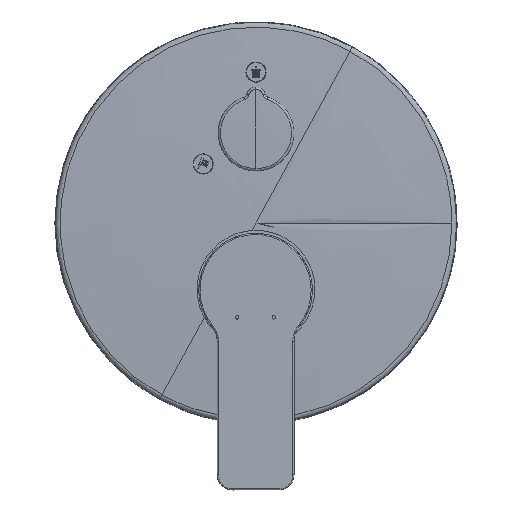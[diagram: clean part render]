
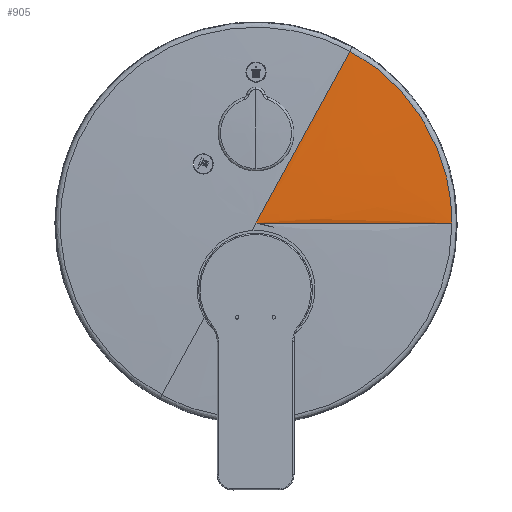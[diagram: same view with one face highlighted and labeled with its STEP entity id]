
A CAD part, front view. The second image highlights one B-rep face of the part: STEP entity #905.
In plain terms, the highlighted free-form (B-spline) face has degree [2, 2] with [3, 3] control points.
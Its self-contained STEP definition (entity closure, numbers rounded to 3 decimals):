
#905=ADVANCED_FACE('',(#1213),#4803,.T.);
#1213=FACE_OUTER_BOUND('',#1529,.T.);
#1529=EDGE_LOOP('',(#2249,#2250,#2251));
#2249=ORIENTED_EDGE('',*,*,#3551,.T.);
#2250=ORIENTED_EDGE('',*,*,#3533,.T.);
#2251=ORIENTED_EDGE('',*,*,#3532,.F.);
#3532=EDGE_CURVE('',#4402,#4400,#4178,.T.);
#3533=EDGE_CURVE('',#4410,#4400,#4179,.T.);
#3551=EDGE_CURVE('',#4402,#4410,#4193,.T.);
#4178=(
BOUNDED_CURVE()
B_SPLINE_CURVE(2,(#11654,#11655,#11656),.UNSPECIFIED.,.F.,.F.)
B_SPLINE_CURVE_WITH_KNOTS((3,3),(0.,89.743),
 .UNSPECIFIED.)
CURVE()
GEOMETRIC_REPRESENTATION_ITEM()
RATIONAL_B_SPLINE_CURVE((1.,1.,1.))
REPRESENTATION_ITEM('')
);
#4179=(
BOUNDED_CURVE()
B_SPLINE_CURVE(2,(#11657,#11658,#11659),.UNSPECIFIED.,.F.,.F.)
B_SPLINE_CURVE_WITH_KNOTS((3,3),(0.,96.345),
 .UNSPECIFIED.)
CURVE()
GEOMETRIC_REPRESENTATION_ITEM()
RATIONAL_B_SPLINE_CURVE((1.,1.,1.))
REPRESENTATION_ITEM('')
);
#4193=(
BOUNDED_CURVE()
B_SPLINE_CURVE(2,(#11765,#11766,#11767,#11768,#11769),.UNSPECIFIED.,.F.,
 .F.)
B_SPLINE_CURVE_WITH_KNOTS((3,2,3),(0.,64.98,88.698),
 .UNSPECIFIED.)
CURVE()
GEOMETRIC_REPRESENTATION_ITEM()
RATIONAL_B_SPLINE_CURVE((1.,0.924,1.,0.99,
1.))
REPRESENTATION_ITEM('')
);
#4400=VERTEX_POINT('',#10218);
#4402=VERTEX_POINT('',#10220);
#4410=VERTEX_POINT('',#10228);
#4803=(
BOUNDED_SURFACE()
B_SPLINE_SURFACE(2,2,((#9448,#9449,#9450),(#9451,#9452,#9453),(#9454,#9455,
#9456)),.UNSPECIFIED.,.F.,.F.,.F.)
B_SPLINE_SURFACE_WITH_KNOTS((3,3),(3,3),(0.,96.345),(0.,98.273),
 .UNSPECIFIED.)
GEOMETRIC_REPRESENTATION_ITEM()
RATIONAL_B_SPLINE_SURFACE(((1.,0.86,1.),(1.,
0.86,1.),(1.,0.86,1.)))
REPRESENTATION_ITEM('')
SURFACE()
);
#9448=CARTESIAN_POINT('',(82.385,13.249,13.83));
#9449=CARTESIAN_POINT('',(82.385,13.249,62.966));
#9450=CARTESIAN_POINT('',(39.264,13.249,86.523));
#9451=CARTESIAN_POINT('',(40.988,11.435,13.83));
#9452=CARTESIAN_POINT('',(40.988,11.435,38.41));
#9453=CARTESIAN_POINT('',(19.417,11.435,50.194));
#9454=CARTESIAN_POINT('',(-0.448,11.435,13.83));
#9455=CARTESIAN_POINT('',(-0.448,11.435,13.83));
#9456=CARTESIAN_POINT('',(-0.448,11.435,13.83));
#10218=CARTESIAN_POINT('',(-0.448,11.435,13.83));
#10220=CARTESIAN_POINT('',(39.264,13.249,86.523));
#10228=CARTESIAN_POINT('',(82.385,13.249,13.83));
#11654=CARTESIAN_POINT('',(39.264,13.249,86.523));
#11655=CARTESIAN_POINT('',(19.417,11.435,50.194));
#11656=CARTESIAN_POINT('',(-0.448,11.435,13.83));
#11657=CARTESIAN_POINT('',(82.385,13.249,13.83));
#11658=CARTESIAN_POINT('',(40.988,11.435,13.83));
#11659=CARTESIAN_POINT('',(-0.448,11.435,13.83));
#11765=CARTESIAN_POINT('',(39.264,13.249,86.523));
#11766=CARTESIAN_POINT('',(69.375,13.249,70.074));
#11767=CARTESIAN_POINT('',(79.035,13.249,37.151));
#11768=CARTESIAN_POINT('',(82.385,13.249,25.731));
#11769=CARTESIAN_POINT('',(82.385,13.249,13.83));
